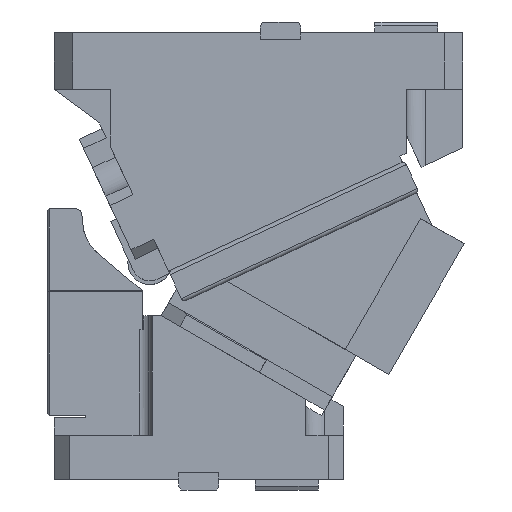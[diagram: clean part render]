
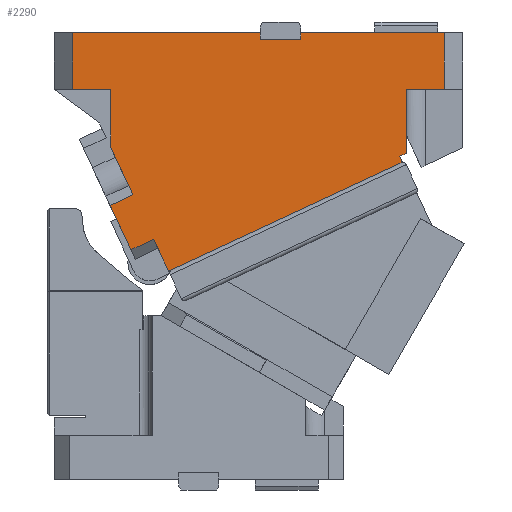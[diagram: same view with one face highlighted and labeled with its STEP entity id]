
A CAD part, front view. The second image highlights one B-rep face of the part: STEP entity #2290.
In plain terms, the highlighted planar face has unit normal (0, -1, 0).
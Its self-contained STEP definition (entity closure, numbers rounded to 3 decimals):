
#1069=CARTESIAN_POINT('Vertex',(276.756,-60.,252.072)) ;
#1072=CARTESIAN_POINT('Line Origine',(274.49,-60.,251.015)) ;
#1076=CARTESIAN_POINT('Vertex',(272.225,-60.,249.958)) ;
#1079=CARTESIAN_POINT('Line Origine',(181.594,-60.,207.697)) ;
#1083=CARTESIAN_POINT('Vertex',(90.963,-60.,165.435)) ;
#2030=CARTESIAN_POINT('Line Origine',(85.68,-60.,176.764)) ;
#2034=CARTESIAN_POINT('Vertex',(80.398,-60.,188.093)) ;
#2037=CARTESIAN_POINT('Line Origine',(79.764,-60.,189.451)) ;
#2041=CARTESIAN_POINT('Vertex',(79.13,-60.,190.81)) ;
#2127=CARTESIAN_POINT('Vertex',(274.643,-60.,256.603)) ;
#2130=CARTESIAN_POINT('Line Origine',(275.7,-60.,254.337)) ;
#2144=CARTESIAN_POINT('Axis2P3D Location',(229.371,-60.,321.057)) ;
#2149=CARTESIAN_POINT('Line Origine',(253.,-60.,355.)) ;
#2153=CARTESIAN_POINT('Vertex',(196.,-60.,355.)) ;
#2155=CARTESIAN_POINT('Vertex',(310.,-60.,355.)) ;
#2158=CARTESIAN_POINT('Line Origine',(196.,-60.,352.25)) ;
#2162=CARTESIAN_POINT('Vertex',(196.,-60.,349.5)) ;
#2165=CARTESIAN_POINT('Line Origine',(180.,-60.,349.5)) ;
#2169=CARTESIAN_POINT('Vertex',(164.,-60.,349.5)) ;
#2172=CARTESIAN_POINT('Line Origine',(164.,-60.,352.25)) ;
#2176=CARTESIAN_POINT('Vertex',(164.,-60.,355.)) ;
#2179=CARTESIAN_POINT('Line Origine',(89.5,-60.,355.)) ;
#2183=CARTESIAN_POINT('Vertex',(15.,-60.,355.)) ;
#2186=CARTESIAN_POINT('Line Origine',(15.,-60.,332.5)) ;
#2190=CARTESIAN_POINT('Vertex',(15.,-60.,310.)) ;
#2193=CARTESIAN_POINT('Line Origine',(30.,-60.,310.)) ;
#2197=CARTESIAN_POINT('Vertex',(45.,-60.,310.)) ;
#2200=CARTESIAN_POINT('Line Origine',(45.,-60.,287.001)) ;
#2204=CARTESIAN_POINT('Vertex',(45.,-60.,264.003)) ;
#2207=CARTESIAN_POINT('Line Origine',(52.133,-60.,248.705)) ;
#2211=CARTESIAN_POINT('Vertex',(59.267,-60.,233.408)) ;
#2214=CARTESIAN_POINT('Line Origine',(60.957,-60.,229.782)) ;
#2218=CARTESIAN_POINT('Vertex',(62.648,-60.,226.156)) ;
#2221=CARTESIAN_POINT('Line Origine',(53.585,-60.,221.93)) ;
#2225=CARTESIAN_POINT('Vertex',(44.522,-60.,217.704)) ;
#2228=CARTESIAN_POINT('Line Origine',(52.763,-60.,200.031)) ;
#2232=CARTESIAN_POINT('Vertex',(61.004,-60.,182.358)) ;
#2235=CARTESIAN_POINT('Line Origine',(70.067,-60.,186.584)) ;
#2240=CARTESIAN_POINT('Line Origine',(277.321,-60.,257.852)) ;
#2244=CARTESIAN_POINT('Vertex',(280.,-60.,259.101)) ;
#2247=CARTESIAN_POINT('Line Origine',(280.,-60.,284.551)) ;
#2251=CARTESIAN_POINT('Vertex',(280.,-60.,310.)) ;
#2254=CARTESIAN_POINT('Line Origine',(295.,-60.,310.)) ;
#2258=CARTESIAN_POINT('Vertex',(310.,-60.,310.)) ;
#2261=CARTESIAN_POINT('Line Origine',(310.,-60.,332.5)) ;
#1073=DIRECTION('Vector Direction',(-0.906,0.,-0.423)) ;
#1080=DIRECTION('Vector Direction',(0.906,0.,0.423)) ;
#2031=DIRECTION('Vector Direction',(-0.423,0.,0.906)) ;
#2038=DIRECTION('Vector Direction',(-0.423,0.,0.906)) ;
#2131=DIRECTION('Vector Direction',(0.423,0.,-0.906)) ;
#2145=DIRECTION('Axis2P3D Direction',(0.,-1.,0.)) ;
#2146=DIRECTION('Axis2P3D XDirection',(1.,0.,0.)) ;
#2150=DIRECTION('Vector Direction',(1.,0.,0.)) ;
#2159=DIRECTION('Vector Direction',(0.,0.,-1.)) ;
#2166=DIRECTION('Vector Direction',(1.,0.,0.)) ;
#2173=DIRECTION('Vector Direction',(0.,0.,1.)) ;
#2180=DIRECTION('Vector Direction',(1.,0.,0.)) ;
#2187=DIRECTION('Vector Direction',(0.,0.,-1.)) ;
#2194=DIRECTION('Vector Direction',(-1.,0.,0.)) ;
#2201=DIRECTION('Vector Direction',(0.,0.,1.)) ;
#2208=DIRECTION('Vector Direction',(-0.423,0.,0.906)) ;
#2215=DIRECTION('Vector Direction',(-0.423,0.,0.906)) ;
#2222=DIRECTION('Vector Direction',(-0.906,0.,-0.423)) ;
#2229=DIRECTION('Vector Direction',(0.423,0.,-0.906)) ;
#2236=DIRECTION('Vector Direction',(0.906,0.,0.423)) ;
#2241=DIRECTION('Vector Direction',(-0.906,0.,-0.423)) ;
#2248=DIRECTION('Vector Direction',(0.,0.,1.)) ;
#2255=DIRECTION('Vector Direction',(1.,0.,0.)) ;
#2262=DIRECTION('Vector Direction',(0.,0.,1.)) ;
#2147=AXIS2_PLACEMENT_3D('Plane Axis2P3D',#2144,#2145,#2146) ;
#2267=ORIENTED_EDGE('',*,*,#2157,.F.) ;
#2268=ORIENTED_EDGE('',*,*,#2164,.T.) ;
#2269=ORIENTED_EDGE('',*,*,#2171,.F.) ;
#2270=ORIENTED_EDGE('',*,*,#2178,.T.) ;
#2271=ORIENTED_EDGE('',*,*,#2185,.F.) ;
#2272=ORIENTED_EDGE('',*,*,#2192,.F.) ;
#2273=ORIENTED_EDGE('',*,*,#2199,.F.) ;
#2274=ORIENTED_EDGE('',*,*,#2206,.F.) ;
#2275=ORIENTED_EDGE('',*,*,#2213,.F.) ;
#2276=ORIENTED_EDGE('',*,*,#2220,.F.) ;
#2277=ORIENTED_EDGE('',*,*,#2227,.F.) ;
#2278=ORIENTED_EDGE('',*,*,#2234,.T.) ;
#2279=ORIENTED_EDGE('',*,*,#2239,.F.) ;
#2280=ORIENTED_EDGE('',*,*,#2043,.F.) ;
#2281=ORIENTED_EDGE('',*,*,#2036,.F.) ;
#2282=ORIENTED_EDGE('',*,*,#1085,.T.) ;
#2283=ORIENTED_EDGE('',*,*,#1078,.F.) ;
#2284=ORIENTED_EDGE('',*,*,#2134,.F.) ;
#2285=ORIENTED_EDGE('',*,*,#2246,.F.) ;
#2286=ORIENTED_EDGE('',*,*,#2253,.T.) ;
#2287=ORIENTED_EDGE('',*,*,#2260,.T.) ;
#2288=ORIENTED_EDGE('',*,*,#2265,.T.) ;
#1074=VECTOR('Line Direction',#1073,1.) ;
#1081=VECTOR('Line Direction',#1080,1.) ;
#2032=VECTOR('Line Direction',#2031,1.) ;
#2039=VECTOR('Line Direction',#2038,1.) ;
#2132=VECTOR('Line Direction',#2131,1.) ;
#2151=VECTOR('Line Direction',#2150,1.) ;
#2160=VECTOR('Line Direction',#2159,1.) ;
#2167=VECTOR('Line Direction',#2166,1.) ;
#2174=VECTOR('Line Direction',#2173,1.) ;
#2181=VECTOR('Line Direction',#2180,1.) ;
#2188=VECTOR('Line Direction',#2187,1.) ;
#2195=VECTOR('Line Direction',#2194,1.) ;
#2202=VECTOR('Line Direction',#2201,1.) ;
#2209=VECTOR('Line Direction',#2208,1.) ;
#2216=VECTOR('Line Direction',#2215,1.) ;
#2223=VECTOR('Line Direction',#2222,1.) ;
#2230=VECTOR('Line Direction',#2229,1.) ;
#2237=VECTOR('Line Direction',#2236,1.) ;
#2242=VECTOR('Line Direction',#2241,1.) ;
#2249=VECTOR('Line Direction',#2248,1.) ;
#2256=VECTOR('Line Direction',#2255,1.) ;
#2263=VECTOR('Line Direction',#2262,1.) ;
#2290=ADVANCED_FACE('CAM HOLDER',(#2289),#2148,.T.) ;
#1078=EDGE_CURVE('',#1070,#1077,#1075,.T.) ;
#1085=EDGE_CURVE('',#1084,#1077,#1082,.T.) ;
#2036=EDGE_CURVE('',#1084,#2035,#2033,.T.) ;
#2043=EDGE_CURVE('',#2035,#2042,#2040,.T.) ;
#2134=EDGE_CURVE('',#2128,#1070,#2133,.T.) ;
#2157=EDGE_CURVE('',#2154,#2156,#2152,.T.) ;
#2164=EDGE_CURVE('',#2154,#2163,#2161,.T.) ;
#2171=EDGE_CURVE('',#2170,#2163,#2168,.T.) ;
#2178=EDGE_CURVE('',#2170,#2177,#2175,.T.) ;
#2185=EDGE_CURVE('',#2184,#2177,#2182,.T.) ;
#2192=EDGE_CURVE('',#2191,#2184,#2189,.F.) ;
#2199=EDGE_CURVE('',#2198,#2191,#2196,.T.) ;
#2206=EDGE_CURVE('',#2205,#2198,#2203,.T.) ;
#2213=EDGE_CURVE('',#2212,#2205,#2210,.T.) ;
#2220=EDGE_CURVE('',#2219,#2212,#2217,.T.) ;
#2227=EDGE_CURVE('',#2226,#2219,#2224,.F.) ;
#2234=EDGE_CURVE('',#2226,#2233,#2231,.T.) ;
#2239=EDGE_CURVE('',#2042,#2233,#2238,.F.) ;
#2246=EDGE_CURVE('',#2245,#2128,#2243,.T.) ;
#2253=EDGE_CURVE('',#2245,#2252,#2250,.T.) ;
#2260=EDGE_CURVE('',#2252,#2259,#2257,.T.) ;
#2265=EDGE_CURVE('',#2259,#2156,#2264,.T.) ;
#2266=EDGE_LOOP('',(#2267,#2268,#2269,#2270,#2271,#2272,#2273,#2274,#2275,#2276,#2277,#2278,#2279,#2280,#2281,#2282,#2283,#2284,#2285,#2286,#2287,#2288)) ;
#2289=FACE_OUTER_BOUND('',#2266,.T.) ;
#1075=LINE('Line',#1072,#1074) ;
#1082=LINE('Line',#1079,#1081) ;
#2033=LINE('Line',#2030,#2032) ;
#2040=LINE('Line',#2037,#2039) ;
#2133=LINE('Line',#2130,#2132) ;
#2152=LINE('Line',#2149,#2151) ;
#2161=LINE('Line',#2158,#2160) ;
#2168=LINE('Line',#2165,#2167) ;
#2175=LINE('Line',#2172,#2174) ;
#2182=LINE('Line',#2179,#2181) ;
#2189=LINE('Line',#2186,#2188) ;
#2196=LINE('Line',#2193,#2195) ;
#2203=LINE('Line',#2200,#2202) ;
#2210=LINE('Line',#2207,#2209) ;
#2217=LINE('Line',#2214,#2216) ;
#2224=LINE('Line',#2221,#2223) ;
#2231=LINE('Line',#2228,#2230) ;
#2238=LINE('Line',#2235,#2237) ;
#2243=LINE('Line',#2240,#2242) ;
#2250=LINE('Line',#2247,#2249) ;
#2257=LINE('Line',#2254,#2256) ;
#2264=LINE('Line',#2261,#2263) ;
#2148=PLANE('Plane',#2147) ;
#1070=VERTEX_POINT('',#1069) ;
#1077=VERTEX_POINT('',#1076) ;
#1084=VERTEX_POINT('',#1083) ;
#2035=VERTEX_POINT('',#2034) ;
#2042=VERTEX_POINT('',#2041) ;
#2128=VERTEX_POINT('',#2127) ;
#2154=VERTEX_POINT('',#2153) ;
#2156=VERTEX_POINT('',#2155) ;
#2163=VERTEX_POINT('',#2162) ;
#2170=VERTEX_POINT('',#2169) ;
#2177=VERTEX_POINT('',#2176) ;
#2184=VERTEX_POINT('',#2183) ;
#2191=VERTEX_POINT('',#2190) ;
#2198=VERTEX_POINT('',#2197) ;
#2205=VERTEX_POINT('',#2204) ;
#2212=VERTEX_POINT('',#2211) ;
#2219=VERTEX_POINT('',#2218) ;
#2226=VERTEX_POINT('',#2225) ;
#2233=VERTEX_POINT('',#2232) ;
#2245=VERTEX_POINT('',#2244) ;
#2252=VERTEX_POINT('',#2251) ;
#2259=VERTEX_POINT('',#2258) ;
